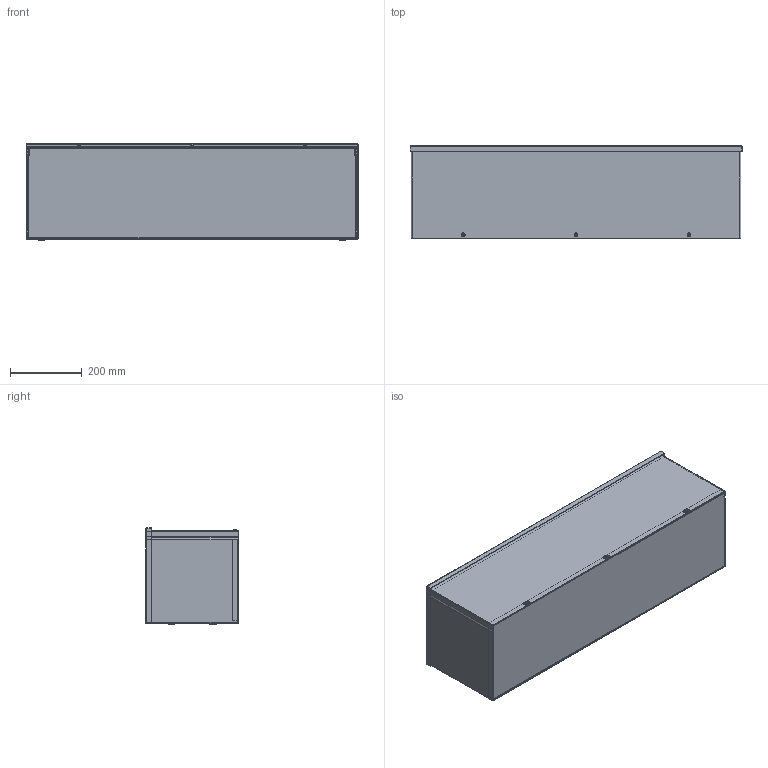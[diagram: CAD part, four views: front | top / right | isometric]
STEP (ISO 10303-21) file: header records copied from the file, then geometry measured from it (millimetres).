
FILE_DESCRIPTION(/* description */ ('RSCG, NK, NEMA 3R, GALV, BLR, 10X10X36'),/* implementation_level */ '2;1');
FILE_NAME(/* name */ 'RSCG101036GNK.stp',/* time_stamp */ '2015-07-13T11:17:59+06:00',/* author */ ('vdas'),/* organization */ (''),/* preprocessor_version */ 'ST-DEVELOPER v15.2',/* originating_system */ 'Autodesk Inventor 2014',/* authorisation */ '');
FILE_SCHEMA (('AUTOMOTIVE_DESIGN { 1 0 10303 214 3 1 1 }'));
Length unit declared in the file: inch
Products named in the file (8): RSCG101036GNKBLR; RSCG1036GNKBTM; RSCG1036GNKCAP; RSCG36GNKSTRAP-14GA; RSCG1036GNKLID; 31813; HFW372196; RSCG101036GNK
Bounding box: 923.92 x 257.47 x 268 mm (x, y, z)
Volume: 2226887.4 mm3; surface area: 2396402.3 mm2
Topology: 11 solids, 11 shells, 527 faces, 1356 edges, 871 vertices
Faces by surface type: plane 256, cylinder 160, cone 50, torus 34, bspline 27
Full cylindrical faces by diameter (mm): 3.68 x6, 4.826 x48, 6.35 x5, 7.144 x4, 7.925 x3, 10.516 x3
Entity records: 14431 total; most frequent: CARTESIAN_POINT 5642, ORIENTED_EDGE 1706, DIRECTION 1677, EDGE_CURVE 853, AXIS2_PLACEMENT_3D 607, VERTEX_POINT 553, LINE 463, VECTOR 463
